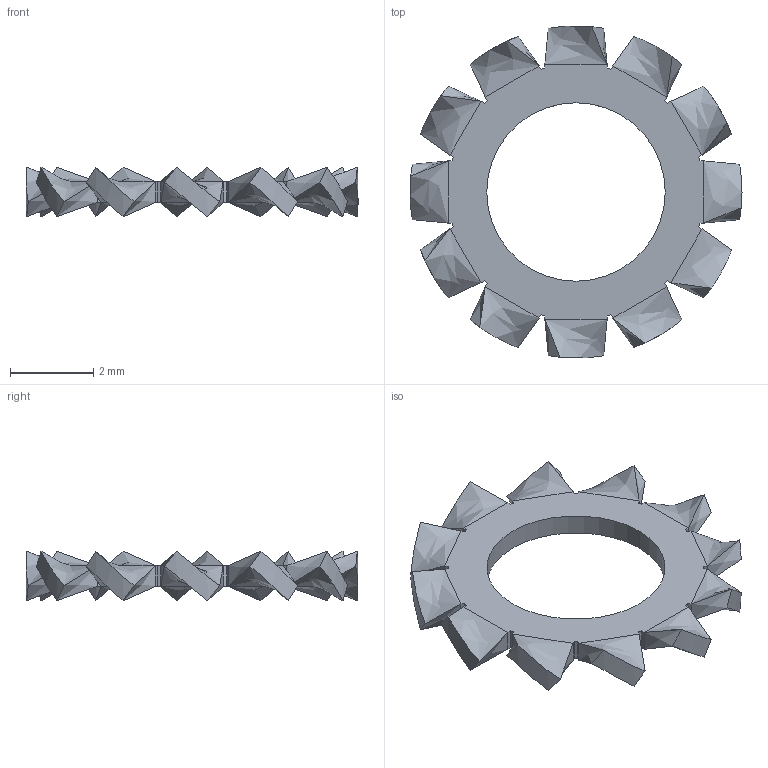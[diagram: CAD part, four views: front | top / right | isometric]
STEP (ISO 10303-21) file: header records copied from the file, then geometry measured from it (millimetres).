
FILE_DESCRIPTION (( 'STEP AP203' ), '1' );
FILE_NAME ('2810-0004-0008.STEP', '2018-01-19T16:17:32', ( '' ), ( '' ), 'SwSTEP 2.0', 'SolidWorks 2016', '' );
FILE_SCHEMA (( 'CONFIG_CONTROL_DESIGN' ));
Length unit declared in the file: millimetre
Products named in the file (1): 2810-0004-0008
Bounding box: 8 x 8 x 1.2 mm (x, y, z)
Volume: 14.7 mm3; surface area: 88.4 mm2
Topology: 1 solids, 1 shells, 101 faces, 249 edges, 150 vertices
Faces by surface type: bspline 48, cylinder 27, plane 26
Entity records: 3590 total; most frequent: CARTESIAN_POINT 1367, ORIENTED_EDGE 498, DIRECTION 335, EDGE_CURVE 249, VECTOR 171, LINE 171, VERTEX_POINT 150, EDGE_LOOP 103
